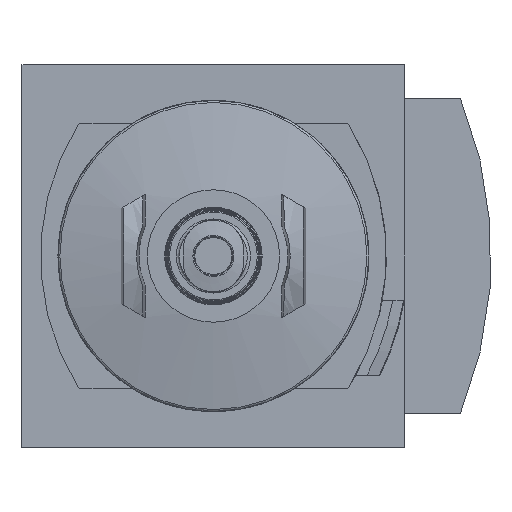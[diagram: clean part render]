
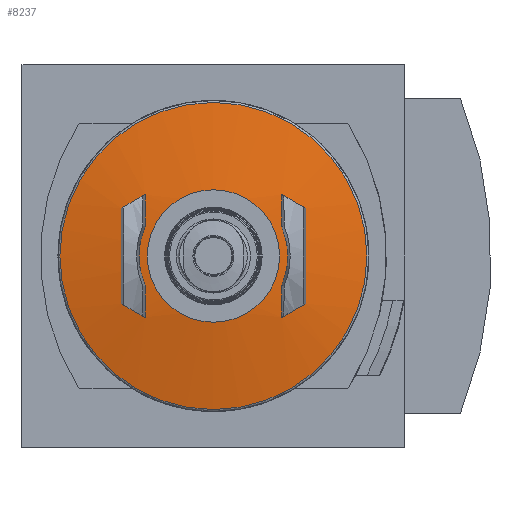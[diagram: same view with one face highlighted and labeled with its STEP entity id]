
A CAD part, front view. The second image highlights one B-rep face of the part: STEP entity #8237.
In plain terms, the highlighted spherical face has radius 108.76 mm.
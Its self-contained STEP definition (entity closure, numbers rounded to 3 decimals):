
#31=SPHERICAL_SURFACE('',#8722,108.76);
#1551=CIRCLE('',#8721,24.871);
#1552=CIRCLE('',#8723,12.055);
#1553=CIRCLE('',#8724,108.372);
#1554=CIRCLE('',#8725,108.117);
#1555=CIRCLE('',#8726,107.834);
#1556=CIRCLE('',#8727,107.453);
#1557=CIRCLE('',#8728,107.834);
#1558=CIRCLE('',#8729,108.117);
#1559=CIRCLE('',#8730,108.372);
#1560=CIRCLE('',#8731,107.834);
#1561=CIRCLE('',#8732,107.453);
#1562=CIRCLE('',#8733,107.834);
#1563=CIRCLE('',#8734,108.117);
#1564=CIRCLE('',#8735,108.372);
#1565=CIRCLE('',#8736,12.055);
#1566=CIRCLE('',#8737,108.372);
#1567=CIRCLE('',#8738,108.117);
#1568=CIRCLE('',#8739,10.724);
#2896=ORIENTED_EDGE('',*,*,#4004,.T.);
#2897=ORIENTED_EDGE('',*,*,#4005,.T.);
#2898=ORIENTED_EDGE('',*,*,#4006,.T.);
#2899=ORIENTED_EDGE('',*,*,#4007,.T.);
#2900=ORIENTED_EDGE('',*,*,#4008,.T.);
#2901=ORIENTED_EDGE('',*,*,#4009,.T.);
#2902=ORIENTED_EDGE('',*,*,#4010,.T.);
#2903=ORIENTED_EDGE('',*,*,#4011,.T.);
#2904=ORIENTED_EDGE('',*,*,#4012,.T.);
#2905=ORIENTED_EDGE('',*,*,#4013,.T.);
#2906=ORIENTED_EDGE('',*,*,#4014,.T.);
#2907=ORIENTED_EDGE('',*,*,#4015,.T.);
#2908=ORIENTED_EDGE('',*,*,#4016,.T.);
#2909=ORIENTED_EDGE('',*,*,#4017,.T.);
#2910=ORIENTED_EDGE('',*,*,#4018,.T.);
#2911=ORIENTED_EDGE('',*,*,#4019,.T.);
#2912=ORIENTED_EDGE('',*,*,#4020,.T.);
#2913=ORIENTED_EDGE('',*,*,#4021,.F.);
#4004=EDGE_CURVE('',#4640,#4640,#1551,.T.);
#4005=EDGE_CURVE('',#4641,#4642,#1552,.F.);
#4006=EDGE_CURVE('',#4642,#4643,#1553,.T.);
#4007=EDGE_CURVE('',#4643,#4644,#1554,.T.);
#4008=EDGE_CURVE('',#4644,#4645,#1555,.T.);
#4009=EDGE_CURVE('',#4645,#4646,#1556,.T.);
#4010=EDGE_CURVE('',#4646,#4647,#1557,.T.);
#4011=EDGE_CURVE('',#4647,#4648,#1558,.T.);
#4012=EDGE_CURVE('',#4648,#4641,#1559,.T.);
#4013=EDGE_CURVE('',#4649,#4650,#1560,.T.);
#4014=EDGE_CURVE('',#4650,#4651,#1561,.T.);
#4015=EDGE_CURVE('',#4651,#4652,#1562,.T.);
#4016=EDGE_CURVE('',#4652,#4653,#1563,.T.);
#4017=EDGE_CURVE('',#4653,#4654,#1564,.T.);
#4018=EDGE_CURVE('',#4654,#4655,#1565,.F.);
#4019=EDGE_CURVE('',#4655,#4656,#1566,.T.);
#4020=EDGE_CURVE('',#4656,#4649,#1567,.T.);
#4021=EDGE_CURVE('',#4657,#4657,#1568,.T.);
#4640=VERTEX_POINT('',#12122);
#4641=VERTEX_POINT('',#12125);
#4642=VERTEX_POINT('',#12126);
#4643=VERTEX_POINT('',#12128);
#4644=VERTEX_POINT('',#12130);
#4645=VERTEX_POINT('',#12132);
#4646=VERTEX_POINT('',#12134);
#4647=VERTEX_POINT('',#12136);
#4648=VERTEX_POINT('',#12138);
#4649=VERTEX_POINT('',#12141);
#4650=VERTEX_POINT('',#12142);
#4651=VERTEX_POINT('',#12144);
#4652=VERTEX_POINT('',#12146);
#4653=VERTEX_POINT('',#12148);
#4654=VERTEX_POINT('',#12150);
#4655=VERTEX_POINT('',#12152);
#4656=VERTEX_POINT('',#12154);
#4657=VERTEX_POINT('',#12157);
#5058=EDGE_LOOP('',(#2896));
#5059=EDGE_LOOP('',(#2897,#2898,#2899,#2900,#2901,#2902,#2903,#2904));
#5060=EDGE_LOOP('',(#2905,#2906,#2907,#2908,#2909,#2910,#2911,#2912));
#5061=EDGE_LOOP('',(#2913));
#5456=FACE_BOUND('',#5058,.T.);
#5457=FACE_BOUND('',#5059,.T.);
#5458=FACE_BOUND('',#5060,.T.);
#5459=FACE_BOUND('',#5061,.T.);
#8237=ADVANCED_FACE('',(#5456,#5457,#5458,#5459),#31,.T.);
#8721=AXIS2_PLACEMENT_3D('',#12121,#10160,#10161);
#8722=AXIS2_PLACEMENT_3D('',#12123,#10162,#10163);
#8723=AXIS2_PLACEMENT_3D('',#12124,#10164,#10165);
#8724=AXIS2_PLACEMENT_3D('',#12127,#10166,#10167);
#8725=AXIS2_PLACEMENT_3D('',#12129,#10168,#10169);
#8726=AXIS2_PLACEMENT_3D('',#12131,#10170,#10171);
#8727=AXIS2_PLACEMENT_3D('',#12133,#10172,#10173);
#8728=AXIS2_PLACEMENT_3D('',#12135,#10174,#10175);
#8729=AXIS2_PLACEMENT_3D('',#12137,#10176,#10177);
#8730=AXIS2_PLACEMENT_3D('',#12139,#10178,#10179);
#8731=AXIS2_PLACEMENT_3D('',#12140,#10180,#10181);
#8732=AXIS2_PLACEMENT_3D('',#12143,#10182,#10183);
#8733=AXIS2_PLACEMENT_3D('',#12145,#10184,#10185);
#8734=AXIS2_PLACEMENT_3D('',#12147,#10186,#10187);
#8735=AXIS2_PLACEMENT_3D('',#12149,#10188,#10189);
#8736=AXIS2_PLACEMENT_3D('',#12151,#10190,#10191);
#8737=AXIS2_PLACEMENT_3D('',#12153,#10192,#10193);
#8738=AXIS2_PLACEMENT_3D('',#12155,#10194,#10195);
#8739=AXIS2_PLACEMENT_3D('',#12156,#10196,#10197);
#10160=DIRECTION('',(0.,-1.,0.));
#10161=DIRECTION('',(0.,0.,-1.));
#10162=DIRECTION('',(0.,-1.,0.));
#10163=DIRECTION('',(1.,0.,0.));
#10164=DIRECTION('',(0.,1.,0.));
#10165=DIRECTION('',(0.,0.,1.));
#10166=DIRECTION('',(-1.,-0.017,0.));
#10167=DIRECTION('',(0.017,-1.,0.));
#10168=DIRECTION('',(0.,-0.017,1.));
#10169=DIRECTION('',(0.,-1.,-0.017));
#10170=DIRECTION('',(0.5,0.,0.866));
#10171=DIRECTION('',(0.866,0.,-0.5));
#10172=DIRECTION('',(1.,-0.017,0.));
#10173=DIRECTION('',(0.017,1.,0.));
#10174=DIRECTION('',(0.5,0.,-0.866));
#10175=DIRECTION('',(-0.866,0.,-0.5));
#10176=DIRECTION('',(0.,-0.017,-1.));
#10177=DIRECTION('',(0.,1.,-0.017));
#10178=DIRECTION('',(-1.,-0.017,0.));
#10179=DIRECTION('',(0.017,-1.,0.));
#10180=DIRECTION('',(-0.5,0.,-0.866));
#10181=DIRECTION('',(-0.866,0.,0.5));
#10182=DIRECTION('',(-1.,-0.017,0.));
#10183=DIRECTION('',(0.017,-1.,0.));
#10184=DIRECTION('',(-0.5,0.,0.866));
#10185=DIRECTION('',(0.866,0.,0.5));
#10186=DIRECTION('',(0.,-0.017,1.));
#10187=DIRECTION('',(0.,-1.,-0.017));
#10188=DIRECTION('',(1.,-0.017,0.));
#10189=DIRECTION('',(0.017,1.,0.));
#10190=DIRECTION('',(0.,1.,0.));
#10191=DIRECTION('',(0.,0.,1.));
#10192=DIRECTION('',(1.,-0.017,0.));
#10193=DIRECTION('',(0.017,1.,0.));
#10194=DIRECTION('',(0.,-0.017,-1.));
#10195=DIRECTION('',(0.,1.,-0.017));
#10196=DIRECTION('',(0.,-1.,0.));
#10197=DIRECTION('',(0.,0.,-1.));
#12121=CARTESIAN_POINT('',(0.,-153.648,0.));
#12122=CARTESIAN_POINT('',(0.,-153.648,-24.871));
#12123=CARTESIAN_POINT('',(0.,-47.77,0.));
#12124=CARTESIAN_POINT('',(0.,-155.86,0.));
#12125=CARTESIAN_POINT('',(11.072,-155.86,-4.767));
#12126=CARTESIAN_POINT('',(11.072,-155.86,4.767));
#12127=CARTESIAN_POINT('',(9.183,-47.61,0.));
#12128=CARTESIAN_POINT('',(11.066,-155.509,9.934));
#12129=CARTESIAN_POINT('',(0.,-47.976,11.811));
#12130=CARTESIAN_POINT('',(11.114,-155.504,9.934));
#12131=CARTESIAN_POINT('',(7.08,-47.77,12.263));
#12132=CARTESIAN_POINT('',(14.939,-155.222,7.726));
#12133=CARTESIAN_POINT('',(16.809,-48.063,0.));
#12134=CARTESIAN_POINT('',(14.939,-155.222,-7.726));
#12135=CARTESIAN_POINT('',(7.08,-47.77,-12.263));
#12136=CARTESIAN_POINT('',(11.114,-155.504,-9.934));
#12137=CARTESIAN_POINT('',(0.,-47.976,-11.811));
#12138=CARTESIAN_POINT('',(11.066,-155.509,-9.934));
#12139=CARTESIAN_POINT('',(9.183,-47.61,0.));
#12140=CARTESIAN_POINT('',(-7.08,-47.77,-12.263));
#12141=CARTESIAN_POINT('',(-11.114,-155.504,-9.934));
#12142=CARTESIAN_POINT('',(-14.939,-155.222,-7.726));
#12143=CARTESIAN_POINT('',(-16.809,-48.063,0.));
#12144=CARTESIAN_POINT('',(-14.939,-155.222,7.726));
#12145=CARTESIAN_POINT('',(-7.08,-47.77,12.263));
#12146=CARTESIAN_POINT('',(-11.114,-155.504,9.934));
#12147=CARTESIAN_POINT('',(0.,-47.976,11.811));
#12148=CARTESIAN_POINT('',(-11.066,-155.509,9.934));
#12149=CARTESIAN_POINT('',(-9.183,-47.61,0.));
#12150=CARTESIAN_POINT('',(-11.072,-155.86,4.767));
#12151=CARTESIAN_POINT('',(0.,-155.86,0.));
#12152=CARTESIAN_POINT('',(-11.072,-155.86,-4.767));
#12153=CARTESIAN_POINT('',(-9.183,-47.61,0.));
#12154=CARTESIAN_POINT('',(-11.066,-155.509,-9.934));
#12155=CARTESIAN_POINT('',(0.,-47.976,-11.811));
#12156=CARTESIAN_POINT('',(0.,-156.,0.));
#12157=CARTESIAN_POINT('',(0.,-156.,-10.724));
